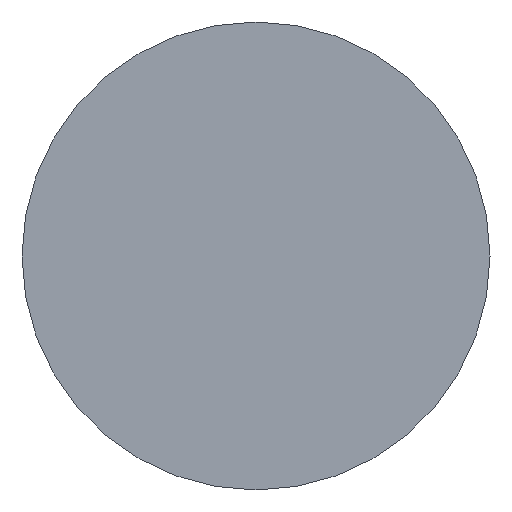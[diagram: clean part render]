
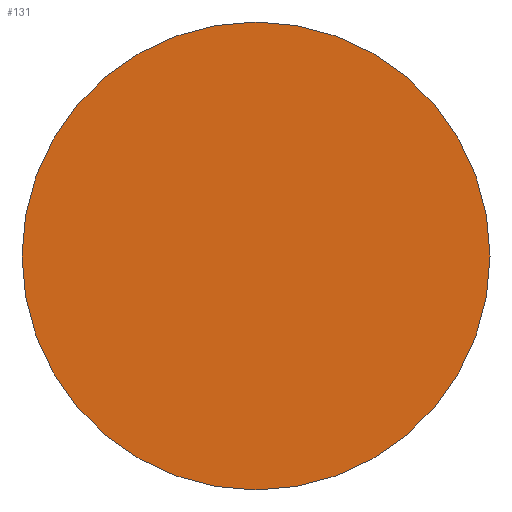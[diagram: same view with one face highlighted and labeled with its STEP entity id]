
A CAD part, left-side view. The second image highlights one B-rep face of the part: STEP entity #131.
In plain terms, the highlighted planar face has unit normal (-1, 0, 0).
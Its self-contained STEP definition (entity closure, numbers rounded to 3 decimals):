
#1 = AXIS2_PLACEMENT_3D ( 'NONE', #50, #64, #15 ) ;
#5 = DIRECTION ( 'NONE',  ( 0., 0., 1. ) ) ;
#14 = CARTESIAN_POINT ( 'NONE',  ( 608.826, 205.97, -8. ) ) ;
#15 = DIRECTION ( 'NONE',  ( 0., 0., 1. ) ) ;
#28 = CIRCLE ( 'NONE', #107, 8. ) ;
#30 = VERTEX_POINT ( 'NONE', #14 ) ;
#34 = AXIS2_PLACEMENT_3D ( 'NONE', #148, #138, #65 ) ;
#50 = CARTESIAN_POINT ( 'NONE',  ( 608.826, 205.97, 0. ) ) ;
#52 = PLANE ( 'NONE',  #34 ) ;
#55 = ORIENTED_EDGE ( 'NONE', *, *, #186, .T. ) ;
#64 = DIRECTION ( 'NONE',  ( -1., 0., 0. ) ) ;
#65 = DIRECTION ( 'NONE',  ( 0., 0., -1. ) ) ;
#82 = EDGE_CURVE ( 'NONE', #30, #162, #139, .T. ) ;
#95 = DIRECTION ( 'NONE',  ( -1., 0., 0. ) ) ;
#106 = FACE_OUTER_BOUND ( 'NONE', #167, .T. ) ;
#107 = AXIS2_PLACEMENT_3D ( 'NONE', #127, #95, #5 ) ;
#127 = CARTESIAN_POINT ( 'NONE',  ( 608.826, 205.97, 0. ) ) ;
#131 = ADVANCED_FACE ( 'NONE', ( #106 ), #52, .F. ) ;
#138 = DIRECTION ( 'NONE',  ( 1., 0., 0. ) ) ;
#139 = CIRCLE ( 'NONE', #1, 8. ) ;
#148 = CARTESIAN_POINT ( 'NONE',  ( 608.826, 205.97, 0. ) ) ;
#162 = VERTEX_POINT ( 'NONE', #178 ) ;
#167 = EDGE_LOOP ( 'NONE', ( #55, #175 ) ) ;
#175 = ORIENTED_EDGE ( 'NONE', *, *, #82, .T. ) ;
#178 = CARTESIAN_POINT ( 'NONE',  ( 608.826, 205.97, 8. ) ) ;
#186 = EDGE_CURVE ( 'NONE', #162, #30, #28, .T. ) ;
